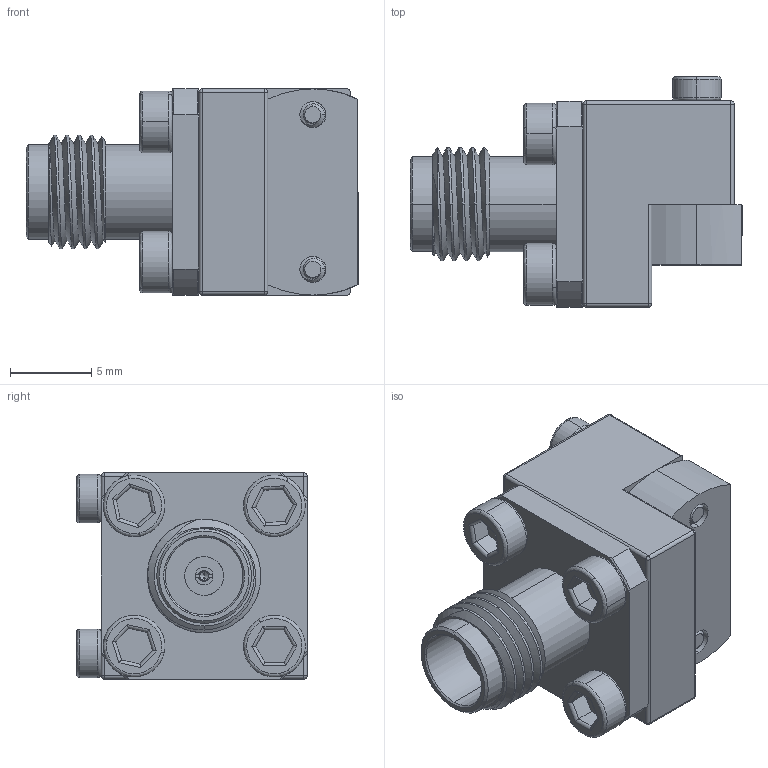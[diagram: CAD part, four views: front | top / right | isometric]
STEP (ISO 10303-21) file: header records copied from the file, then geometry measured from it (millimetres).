
FILE_DESCRIPTION (( 'STEP AP214' ), '1' );
FILE_NAME ('PE45511 FMCN1516 EL02FS001_3D.step', '2025-07-07T15:44:17', ( '' ), ( '' ), 'SwSTEP 2.0', 'SolidWorks 2022', '' );
FILE_SCHEMA (( 'AUTOMOTIVE_DESIGN' ));
Length unit declared in the file: inch
Products named in the file (1): PE45511 FMCN1516 EL02FS001_3D
Bounding box: 20.45 x 14.21 x 12.7 mm (x, y, z)
Volume: 1650.6 mm3; surface area: 2078.6 mm2
Topology: 3 solids, 5 shells, 531 faces, 1579 edges, 1078 vertices
Faces by surface type: cylinder 311, plane 124, cone 50, bspline 46
Entity records: 29086 total; most frequent: CARTESIAN_POINT 16600, ORIENTED_EDGE 3138, DIRECTION 1947, EDGE_CURVE 1569, VERTEX_POINT 1078, AXIS2_PLACEMENT_3D 703, EDGE_LOOP 561, VECTOR 541
